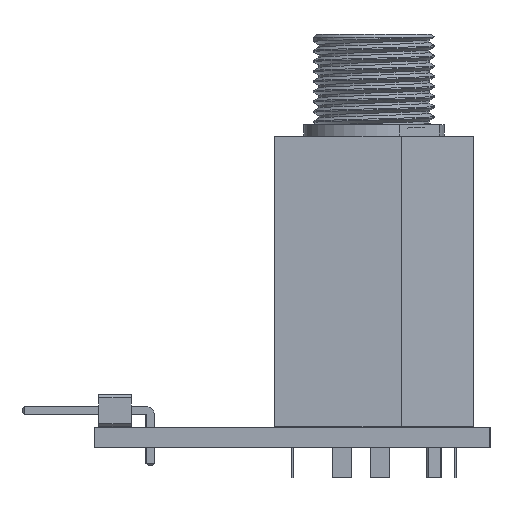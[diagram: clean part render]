
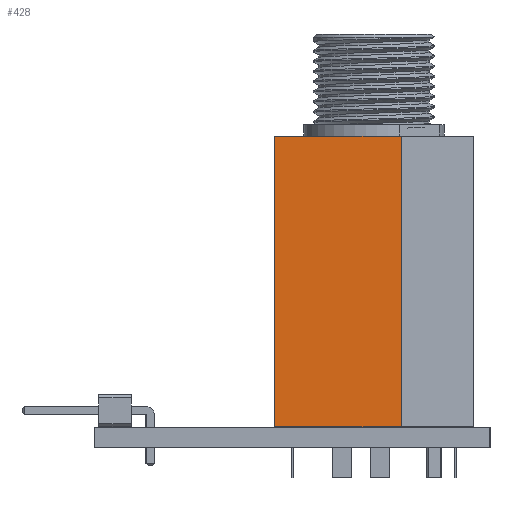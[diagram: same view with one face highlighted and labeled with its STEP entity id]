
A CAD part, left-side view. The second image highlights one B-rep face of the part: STEP entity #428.
In plain terms, the highlighted face is planar.
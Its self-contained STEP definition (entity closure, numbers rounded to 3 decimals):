
#302 = VERTEX_POINT('',#303);
#303 = CARTESIAN_POINT('',(7.8,0.,-2.143));
#318 = VERTEX_POINT('',#319);
#319 = CARTESIAN_POINT('',(7.8,22.8,-2.143));
#325 = EDGE_CURVE('',#318,#302,#326,.T.);
#326 = LINE('',#327,#328);
#327 = CARTESIAN_POINT('',(7.8,22.8,-2.143));
#328 = VECTOR('',#329,1.);
#329 = DIRECTION('',(-0.,-1.,-0.));
#402 = VERTEX_POINT('',#403);
#403 = CARTESIAN_POINT('',(7.8,0.,7.8));
#409 = EDGE_CURVE('',#410,#402,#412,.T.);
#410 = VERTEX_POINT('',#411);
#411 = CARTESIAN_POINT('',(7.8,22.8,7.8));
#412 = LINE('',#413,#414);
#413 = CARTESIAN_POINT('',(7.8,22.8,7.8));
#414 = VECTOR('',#415,1.);
#415 = DIRECTION('',(-0.,-1.,-0.));
#428 = ADVANCED_FACE('',(#429),#445,.F.);
#429 = FACE_BOUND('',#430,.T.);
#430 = EDGE_LOOP('',(#431,#437,#438,#444));
#431 = ORIENTED_EDGE('',*,*,#432,.T.);
#432 = EDGE_CURVE('',#402,#302,#433,.T.);
#433 = LINE('',#434,#435);
#434 = CARTESIAN_POINT('',(7.8,0.,0.));
#435 = VECTOR('',#436,1.);
#436 = DIRECTION('',(0.,0.,-1.));
#437 = ORIENTED_EDGE('',*,*,#325,.F.);
#438 = ORIENTED_EDGE('',*,*,#439,.F.);
#439 = EDGE_CURVE('',#410,#318,#440,.T.);
#440 = LINE('',#441,#442);
#441 = CARTESIAN_POINT('',(7.8,22.8,0.));
#442 = VECTOR('',#443,1.);
#443 = DIRECTION('',(0.,0.,-1.));
#444 = ORIENTED_EDGE('',*,*,#409,.T.);
#445 = PLANE('',#446);
#446 = AXIS2_PLACEMENT_3D('',#447,#448,#449);
#447 = CARTESIAN_POINT('',(7.8,22.8,0.));
#448 = DIRECTION('',(-1.,0.,0.));
#449 = DIRECTION('',(0.,0.,1.));
